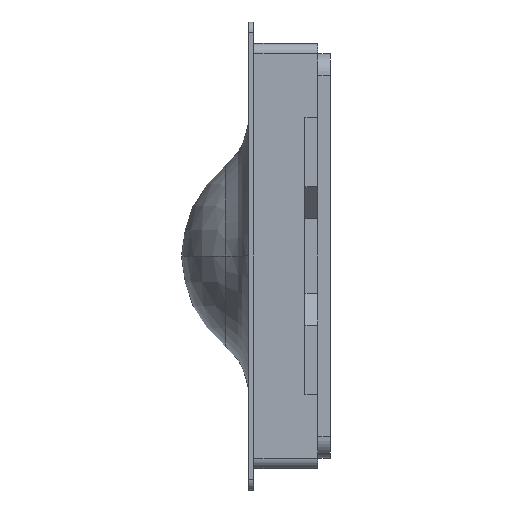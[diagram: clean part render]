
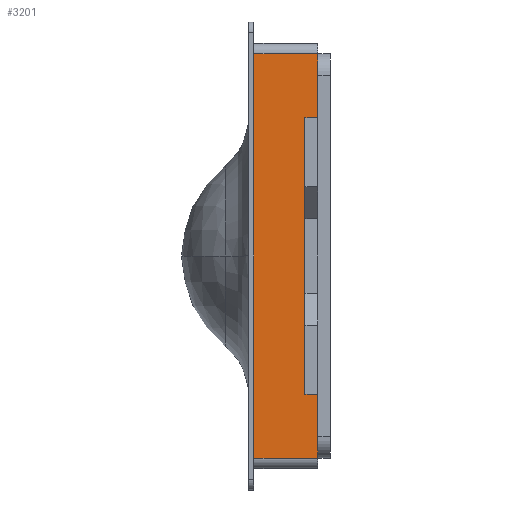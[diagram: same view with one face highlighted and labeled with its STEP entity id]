
A CAD part, left-side view. The second image highlights one B-rep face of the part: STEP entity #3201.
In plain terms, the highlighted planar face has unit normal (-1, 0, 0).
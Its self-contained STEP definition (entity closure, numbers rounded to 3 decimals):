
#163 = CARTESIAN_POINT ( 'NONE',  ( -1.5, 0.06, 0.65 ) ) ;
#432 = DIRECTION ( 'NONE',  ( 0., 0., -1. ) ) ;
#678 = DIRECTION ( 'NONE',  ( 0., 0., -1. ) ) ;
#737 = ORIENTED_EDGE ( 'NONE', *, *, #3535, .T. ) ;
#796 = DIRECTION ( 'NONE',  ( 0., -1., 0. ) ) ;
#925 = LINE ( 'NONE', #3609, #3300 ) ;
#937 = AXIS2_PLACEMENT_3D ( 'NONE', #5074, #5545, #432 ) ;
#971 = CARTESIAN_POINT ( 'NONE',  ( -1.5, 0.3, 0.95 ) ) ;
#1072 = LINE ( 'NONE', #2991, #5108 ) ;
#1185 = EDGE_CURVE ( 'NONE', #2838, #5860, #5216, .T. ) ;
#1306 = EDGE_CURVE ( 'NONE', #4314, #5860, #4346, .T. ) ;
#1396 = VERTEX_POINT ( 'NONE', #1797 ) ;
#1402 = ORIENTED_EDGE ( 'NONE', *, *, #2343, .T. ) ;
#1404 = CARTESIAN_POINT ( 'NONE',  ( -1.5, 0.3, 0.95 ) ) ;
#1456 = VECTOR ( 'NONE', #4740, 1000. ) ;
#1667 = VECTOR ( 'NONE', #2577, 1000. ) ;
#1797 = CARTESIAN_POINT ( 'NONE',  ( -1.5, 0., 0.65 ) ) ;
#1805 = PLANE ( 'NONE',  #937 ) ;
#2069 = VECTOR ( 'NONE', #5855, 1000. ) ;
#2096 = VERTEX_POINT ( 'NONE', #1404 ) ;
#2212 = CARTESIAN_POINT ( 'NONE',  ( -1.5, 0., -0.95 ) ) ;
#2343 = EDGE_CURVE ( 'NONE', #5851, #6031, #4411, .T. ) ;
#2493 = FACE_OUTER_BOUND ( 'NONE', #4382, .T. ) ;
#2563 = ORIENTED_EDGE ( 'NONE', *, *, #5363, .T. ) ;
#2577 = DIRECTION ( 'NONE',  ( 0., 0., 1. ) ) ;
#2682 = LINE ( 'NONE', #3661, #4662 ) ;
#2813 = VECTOR ( 'NONE', #678, 1000. ) ;
#2838 = VERTEX_POINT ( 'NONE', #163 ) ;
#2907 = ORIENTED_EDGE ( 'NONE', *, *, #1306, .T. ) ;
#2916 = LINE ( 'NONE', #5408, #1667 ) ;
#2991 = CARTESIAN_POINT ( 'NONE',  ( -1.5, 0.325, 0.65 ) ) ;
#3034 = DIRECTION ( 'NONE',  ( 0., -1., 0. ) ) ;
#3046 = CARTESIAN_POINT ( 'NONE',  ( -1.5, 0.325, -0.65 ) ) ;
#3112 = VECTOR ( 'NONE', #3558, 1000. ) ;
#3123 = CARTESIAN_POINT ( 'NONE',  ( -1.5, 0.06, 0.95 ) ) ;
#3201 = ADVANCED_FACE ( 'NONE', ( #2493 ), #1805, .F. ) ;
#3213 = DIRECTION ( 'NONE',  ( 0., 0., 1. ) ) ;
#3225 = VERTEX_POINT ( 'NONE', #4219 ) ;
#3300 = VECTOR ( 'NONE', #3213, 1000. ) ;
#3339 = CARTESIAN_POINT ( 'NONE',  ( -1.5, 0.3, -0.95 ) ) ;
#3457 = CARTESIAN_POINT ( 'NONE',  ( -1.5, 0.325, -0.95 ) ) ;
#3535 = EDGE_CURVE ( 'NONE', #1396, #3225, #925, .T. ) ;
#3558 = DIRECTION ( 'NONE',  ( 0., 1., 0. ) ) ;
#3609 = CARTESIAN_POINT ( 'NONE',  ( -1.5, 0., 0.95 ) ) ;
#3661 = CARTESIAN_POINT ( 'NONE',  ( -1.5, 0.325, 0.95 ) ) ;
#3724 = CARTESIAN_POINT ( 'NONE',  ( -1.5, 0., -0.65 ) ) ;
#3730 = ORIENTED_EDGE ( 'NONE', *, *, #5627, .F. ) ;
#4031 = ORIENTED_EDGE ( 'NONE', *, *, #1185, .F. ) ;
#4219 = CARTESIAN_POINT ( 'NONE',  ( -1.5, 0., 0.95 ) ) ;
#4314 = VERTEX_POINT ( 'NONE', #3724 ) ;
#4333 = ORIENTED_EDGE ( 'NONE', *, *, #4599, .T. ) ;
#4346 = LINE ( 'NONE', #3046, #3112 ) ;
#4382 = EDGE_LOOP ( 'NONE', ( #4031, #2563, #737, #3730, #5980, #1402, #4333, #2907 ) ) ;
#4411 = LINE ( 'NONE', #3457, #2069 ) ;
#4599 = EDGE_CURVE ( 'NONE', #6031, #4314, #2916, .T. ) ;
#4662 = VECTOR ( 'NONE', #796, 1000. ) ;
#4740 = DIRECTION ( 'NONE',  ( 0., 0., 1. ) ) ;
#4919 = LINE ( 'NONE', #971, #1456 ) ;
#4990 = EDGE_CURVE ( 'NONE', #5851, #2096, #4919, .T. ) ;
#5074 = CARTESIAN_POINT ( 'NONE',  ( -1.5, 0.325, 0.95 ) ) ;
#5108 = VECTOR ( 'NONE', #3034, 1000. ) ;
#5216 = LINE ( 'NONE', #3123, #2813 ) ;
#5363 = EDGE_CURVE ( 'NONE', #2838, #1396, #1072, .T. ) ;
#5408 = CARTESIAN_POINT ( 'NONE',  ( -1.5, 0., 0.95 ) ) ;
#5545 = DIRECTION ( 'NONE',  ( 1., 0., 0. ) ) ;
#5627 = EDGE_CURVE ( 'NONE', #2096, #3225, #2682, .T. ) ;
#5698 = CARTESIAN_POINT ( 'NONE',  ( -1.5, 0.06, -0.65 ) ) ;
#5851 = VERTEX_POINT ( 'NONE', #3339 ) ;
#5855 = DIRECTION ( 'NONE',  ( 0., -1., 0. ) ) ;
#5860 = VERTEX_POINT ( 'NONE', #5698 ) ;
#5980 = ORIENTED_EDGE ( 'NONE', *, *, #4990, .F. ) ;
#6031 = VERTEX_POINT ( 'NONE', #2212 ) ;
